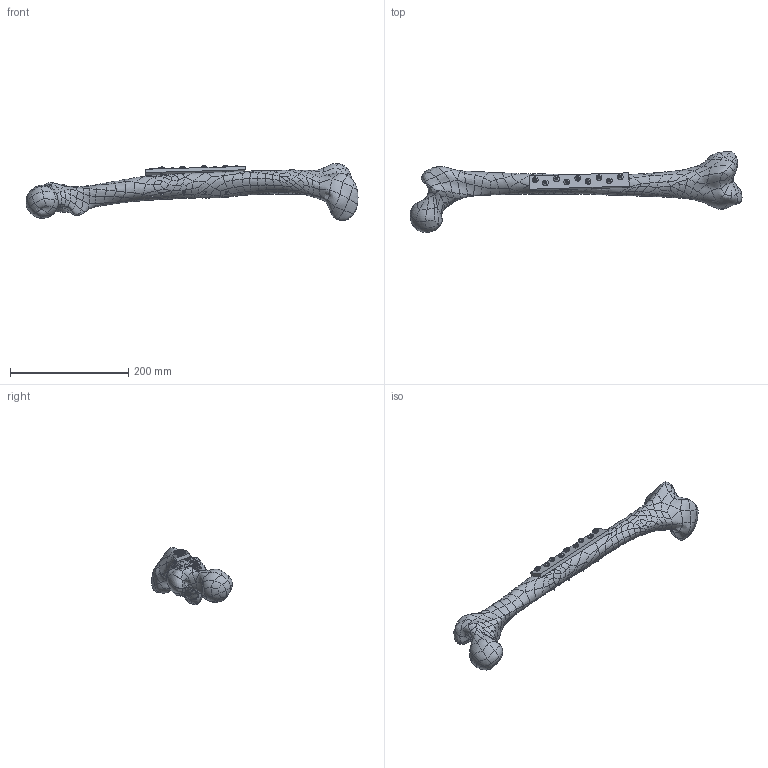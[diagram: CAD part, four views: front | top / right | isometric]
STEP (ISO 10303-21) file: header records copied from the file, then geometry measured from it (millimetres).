
FILE_DESCRIPTION(('FreeCAD Model'),'2;1');
FILE_NAME('Open CASCADE Shape Model','2025-04-29T06:16:30',('FreeCAD'),( 'FreeCAD'),'Open CASCADE STEP processor 7.6','FreeCAD','Unknown');
FILE_SCHEMA(('AUTOMOTIVE_DESIGN { 1 0 10303 214 1 1 1 1 }'));
Products named in the file (1): Open CASCADE STEP translator 7.6 1
Bounding box: 562.34 x 137.33 x 96.7 mm (x, y, z)
Volume: 31317.4 mm3; surface area: 120988.3 mm2
Topology: 10 solids, 12 shells, 2323 faces, 5705 edges, 3234 vertices
Faces by surface type: bspline 2323
Entity records: 432727 total; most frequent: CARTESIAN_POINT 401800, ORIENTED_EDGE 11074, EDGE_CURVE 5543, B_SPLINE_CURVE_WITH_KNOTS 3284, VERTEX_POINT 3234, FACE_BOUND 2350, EDGE_LOOP 2350, ADVANCED_FACE 2323
